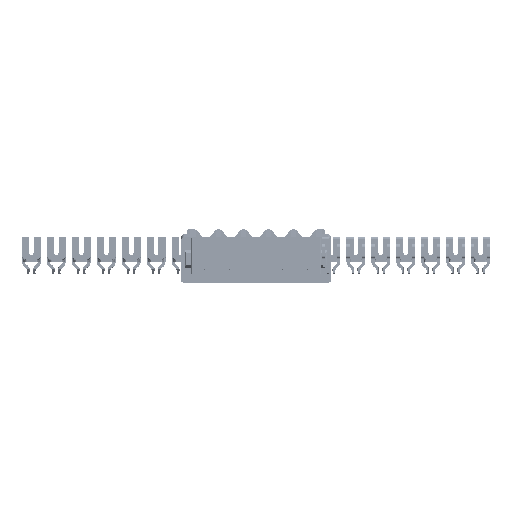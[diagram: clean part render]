
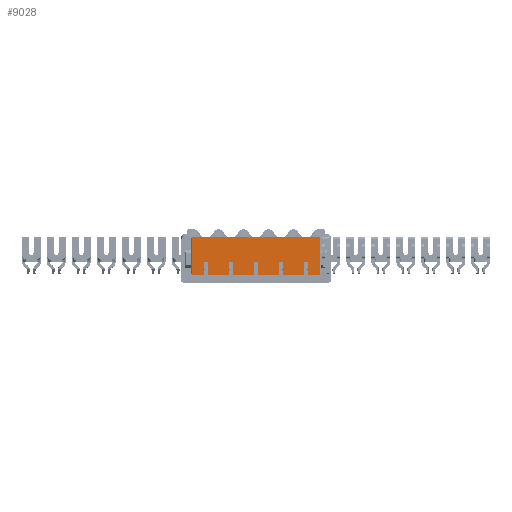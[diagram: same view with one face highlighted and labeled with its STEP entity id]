
A CAD part, front view. The second image highlights one B-rep face of the part: STEP entity #9028.
In plain terms, the highlighted face is planar.
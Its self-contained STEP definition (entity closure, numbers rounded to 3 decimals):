
#423=LINE('',#19601,#1518);
#428=LINE('',#19611,#1523);
#431=LINE('',#19617,#1526);
#879=LINE('',#20651,#1974);
#881=LINE('',#20655,#1976);
#883=LINE('',#20659,#1978);
#885=LINE('',#20663,#1980);
#887=LINE('',#20667,#1982);
#889=LINE('',#20671,#1984);
#891=LINE('',#20675,#1986);
#893=LINE('',#20679,#1988);
#895=LINE('',#20683,#1990);
#897=LINE('',#20687,#1992);
#899=LINE('',#20691,#1994);
#901=LINE('',#20695,#1996);
#903=LINE('',#20699,#1998);
#905=LINE('',#20703,#2000);
#907=LINE('',#20707,#2002);
#909=LINE('',#20711,#2004);
#911=LINE('',#20715,#2006);
#912=LINE('',#20717,#2007);
#913=LINE('',#20719,#2008);
#914=LINE('',#20721,#2009);
#915=LINE('',#20723,#2010);
#1518=VECTOR('',#10528,1000.);
#1523=VECTOR('',#10537,1000.);
#1526=VECTOR('',#10544,1000.);
#1974=VECTOR('',#11514,1000.);
#1976=VECTOR('',#11518,1000.);
#1978=VECTOR('',#11522,1000.);
#1980=VECTOR('',#11526,1000.);
#1982=VECTOR('',#11530,1000.);
#1984=VECTOR('',#11534,1000.);
#1986=VECTOR('',#11538,1000.);
#1988=VECTOR('',#11542,1000.);
#1990=VECTOR('',#11546,1000.);
#1992=VECTOR('',#11550,1000.);
#1994=VECTOR('',#11554,1000.);
#1996=VECTOR('',#11558,1000.);
#1998=VECTOR('',#11562,1000.);
#2000=VECTOR('',#11566,1000.);
#2002=VECTOR('',#11570,1000.);
#2004=VECTOR('',#11574,1000.);
#2006=VECTOR('',#11578,1000.);
#2007=VECTOR('',#11581,1000.);
#2008=VECTOR('',#11584,1000.);
#2009=VECTOR('',#11587,1000.);
#2010=VECTOR('',#11590,1000.);
#4091=ORIENTED_EDGE('',*,*,#5481,.F.);
#4092=ORIENTED_EDGE('',*,*,#6044,.F.);
#4093=ORIENTED_EDGE('',*,*,#6043,.T.);
#4094=ORIENTED_EDGE('',*,*,#6042,.F.);
#4095=ORIENTED_EDGE('',*,*,#6041,.T.);
#4096=ORIENTED_EDGE('',*,*,#6040,.F.);
#4097=ORIENTED_EDGE('',*,*,#6038,.F.);
#4098=ORIENTED_EDGE('',*,*,#6036,.F.);
#4099=ORIENTED_EDGE('',*,*,#6034,.F.);
#4100=ORIENTED_EDGE('',*,*,#6032,.F.);
#4101=ORIENTED_EDGE('',*,*,#6030,.F.);
#4102=ORIENTED_EDGE('',*,*,#6028,.F.);
#4103=ORIENTED_EDGE('',*,*,#6026,.F.);
#4104=ORIENTED_EDGE('',*,*,#6024,.F.);
#4105=ORIENTED_EDGE('',*,*,#6022,.F.);
#4106=ORIENTED_EDGE('',*,*,#6020,.F.);
#4107=ORIENTED_EDGE('',*,*,#6018,.F.);
#4108=ORIENTED_EDGE('',*,*,#6016,.F.);
#4109=ORIENTED_EDGE('',*,*,#6014,.F.);
#4110=ORIENTED_EDGE('',*,*,#6012,.F.);
#4111=ORIENTED_EDGE('',*,*,#6010,.F.);
#4112=ORIENTED_EDGE('',*,*,#6008,.F.);
#4113=ORIENTED_EDGE('',*,*,#5484,.F.);
#4114=ORIENTED_EDGE('',*,*,#5476,.F.);
#5476=EDGE_CURVE('',#6730,#6731,#423,.T.);
#5481=EDGE_CURVE('',#6733,#6730,#428,.T.);
#5484=EDGE_CURVE('',#6731,#6735,#431,.T.);
#6008=EDGE_CURVE('',#6735,#7060,#879,.T.);
#6010=EDGE_CURVE('',#7060,#7061,#881,.T.);
#6012=EDGE_CURVE('',#7061,#7062,#883,.T.);
#6014=EDGE_CURVE('',#7062,#7063,#885,.T.);
#6016=EDGE_CURVE('',#7063,#7064,#887,.T.);
#6018=EDGE_CURVE('',#7064,#7065,#889,.T.);
#6020=EDGE_CURVE('',#7065,#7066,#891,.T.);
#6022=EDGE_CURVE('',#7066,#7067,#893,.T.);
#6024=EDGE_CURVE('',#7067,#7068,#895,.T.);
#6026=EDGE_CURVE('',#7068,#7069,#897,.T.);
#6028=EDGE_CURVE('',#7069,#7070,#899,.T.);
#6030=EDGE_CURVE('',#7070,#7071,#901,.T.);
#6032=EDGE_CURVE('',#7071,#7072,#903,.T.);
#6034=EDGE_CURVE('',#7072,#7073,#905,.T.);
#6036=EDGE_CURVE('',#7073,#7074,#907,.T.);
#6038=EDGE_CURVE('',#7074,#7075,#909,.T.);
#6040=EDGE_CURVE('',#7075,#6901,#911,.T.);
#6041=EDGE_CURVE('',#7044,#6901,#912,.T.);
#6042=EDGE_CURVE('',#7044,#7042,#913,.T.);
#6043=EDGE_CURVE('',#7058,#7042,#914,.T.);
#6044=EDGE_CURVE('',#7058,#6733,#915,.T.);
#6730=VERTEX_POINT('',#19600);
#6731=VERTEX_POINT('',#19602);
#6733=VERTEX_POINT('',#19610);
#6735=VERTEX_POINT('',#19618);
#6901=VERTEX_POINT('',#20047);
#7042=VERTEX_POINT('',#20569);
#7044=VERTEX_POINT('',#20575);
#7058=VERTEX_POINT('',#20639);
#7060=VERTEX_POINT('',#20652);
#7061=VERTEX_POINT('',#20656);
#7062=VERTEX_POINT('',#20660);
#7063=VERTEX_POINT('',#20664);
#7064=VERTEX_POINT('',#20668);
#7065=VERTEX_POINT('',#20672);
#7066=VERTEX_POINT('',#20676);
#7067=VERTEX_POINT('',#20680);
#7068=VERTEX_POINT('',#20684);
#7069=VERTEX_POINT('',#20688);
#7070=VERTEX_POINT('',#20692);
#7071=VERTEX_POINT('',#20696);
#7072=VERTEX_POINT('',#20700);
#7073=VERTEX_POINT('',#20704);
#7074=VERTEX_POINT('',#20708);
#7075=VERTEX_POINT('',#20712);
#7744=EDGE_LOOP('',(#4091,#4092,#4093,#4094,#4095,#4096,#4097,#4098,#4099,
#4100,#4101,#4102,#4103,#4104,#4105,#4106,#4107,#4108,#4109,#4110,#4111,
#4112,#4113,#4114));
#8211=FACE_BOUND('',#7744,.T.);
#8617=PLANE('',#9697);
#9028=ADVANCED_FACE('',(#8211),#8617,.T.);
#9697=AXIS2_PLACEMENT_3D('',#20724,#11591,#11592);
#10528=DIRECTION('',(1.,0.,0.));
#10537=DIRECTION('',(0.,0.,1.));
#10544=DIRECTION('',(0.,0.,-1.));
#11514=DIRECTION('',(1.,0.,0.));
#11518=DIRECTION('',(0.,0.,1.));
#11522=DIRECTION('',(1.,0.,0.));
#11526=DIRECTION('',(0.,0.,-1.));
#11530=DIRECTION('',(1.,0.,0.));
#11534=DIRECTION('',(0.,0.,1.));
#11538=DIRECTION('',(1.,0.,0.));
#11542=DIRECTION('',(0.,0.,-1.));
#11546=DIRECTION('',(1.,0.,0.));
#11550=DIRECTION('',(0.,0.,1.));
#11554=DIRECTION('',(1.,0.,0.));
#11558=DIRECTION('',(0.,0.,-1.));
#11562=DIRECTION('',(1.,0.,0.));
#11566=DIRECTION('',(0.,0.,1.));
#11570=DIRECTION('',(1.,0.,0.));
#11574=DIRECTION('',(0.,0.,-1.));
#11578=DIRECTION('',(1.,0.,0.));
#11581=DIRECTION('',(0.,0.,-1.));
#11584=DIRECTION('',(-1.,0.,0.));
#11587=DIRECTION('',(0.,0.,1.));
#11590=DIRECTION('',(1.,0.,0.));
#11591=DIRECTION('',(0.,1.,0.));
#11592=DIRECTION('',(0.,0.,1.));
#19600=CARTESIAN_POINT('',(-1.675,2.9,-0.2));
#19601=CARTESIAN_POINT('',(0.,2.9,-0.2));
#19602=CARTESIAN_POINT('',(-1.525,2.9,-0.2));
#19610=CARTESIAN_POINT('',(-1.675,2.9,-0.6));
#19611=CARTESIAN_POINT('',(-1.675,2.9,-0.6));
#19617=CARTESIAN_POINT('',(-1.525,2.9,-0.2));
#19618=CARTESIAN_POINT('',(-1.525,2.9,-0.6));
#20047=CARTESIAN_POINT('',(2.04,2.9,-0.6));
#20569=CARTESIAN_POINT('',(-2.04,2.9,0.6));
#20575=CARTESIAN_POINT('',(2.04,2.9,0.6));
#20639=CARTESIAN_POINT('',(-2.04,2.9,-0.6));
#20651=CARTESIAN_POINT('',(0.,2.9,-0.6));
#20652=CARTESIAN_POINT('',(-0.875,2.9,-0.6));
#20655=CARTESIAN_POINT('',(-0.875,2.9,-0.6));
#20656=CARTESIAN_POINT('',(-0.875,2.9,-0.2));
#20659=CARTESIAN_POINT('',(0.,2.9,-0.2));
#20660=CARTESIAN_POINT('',(-0.725,2.9,-0.2));
#20663=CARTESIAN_POINT('',(-0.725,2.9,-0.2));
#20664=CARTESIAN_POINT('',(-0.725,2.9,-0.6));
#20667=CARTESIAN_POINT('',(0.,2.9,-0.6));
#20668=CARTESIAN_POINT('',(-0.075,2.9,-0.6));
#20671=CARTESIAN_POINT('',(-0.075,2.9,-0.6));
#20672=CARTESIAN_POINT('',(-0.075,2.9,-0.2));
#20675=CARTESIAN_POINT('',(0.,2.9,-0.2));
#20676=CARTESIAN_POINT('',(0.075,2.9,-0.2));
#20679=CARTESIAN_POINT('',(0.075,2.9,-0.2));
#20680=CARTESIAN_POINT('',(0.075,2.9,-0.6));
#20683=CARTESIAN_POINT('',(0.,2.9,-0.6));
#20684=CARTESIAN_POINT('',(0.725,2.9,-0.6));
#20687=CARTESIAN_POINT('',(0.725,2.9,-0.6));
#20688=CARTESIAN_POINT('',(0.725,2.9,-0.2));
#20691=CARTESIAN_POINT('',(0.,2.9,-0.2));
#20692=CARTESIAN_POINT('',(0.875,2.9,-0.2));
#20695=CARTESIAN_POINT('',(0.875,2.9,-0.2));
#20696=CARTESIAN_POINT('',(0.875,2.9,-0.6));
#20699=CARTESIAN_POINT('',(0.,2.9,-0.6));
#20700=CARTESIAN_POINT('',(1.525,2.9,-0.6));
#20703=CARTESIAN_POINT('',(1.525,2.9,-0.6));
#20704=CARTESIAN_POINT('',(1.525,2.9,-0.2));
#20707=CARTESIAN_POINT('',(1.675,2.9,-0.2));
#20708=CARTESIAN_POINT('',(1.675,2.9,-0.2));
#20711=CARTESIAN_POINT('',(1.675,2.9,-0.2));
#20712=CARTESIAN_POINT('',(1.675,2.9,-0.6));
#20715=CARTESIAN_POINT('',(0.,2.9,-0.6));
#20717=CARTESIAN_POINT('',(2.04,2.9,0.));
#20719=CARTESIAN_POINT('',(0.,2.9,0.6));
#20721=CARTESIAN_POINT('',(-2.04,2.9,0.));
#20723=CARTESIAN_POINT('',(0.,2.9,-0.6));
#20724=CARTESIAN_POINT('',(0.,2.9,0.));
